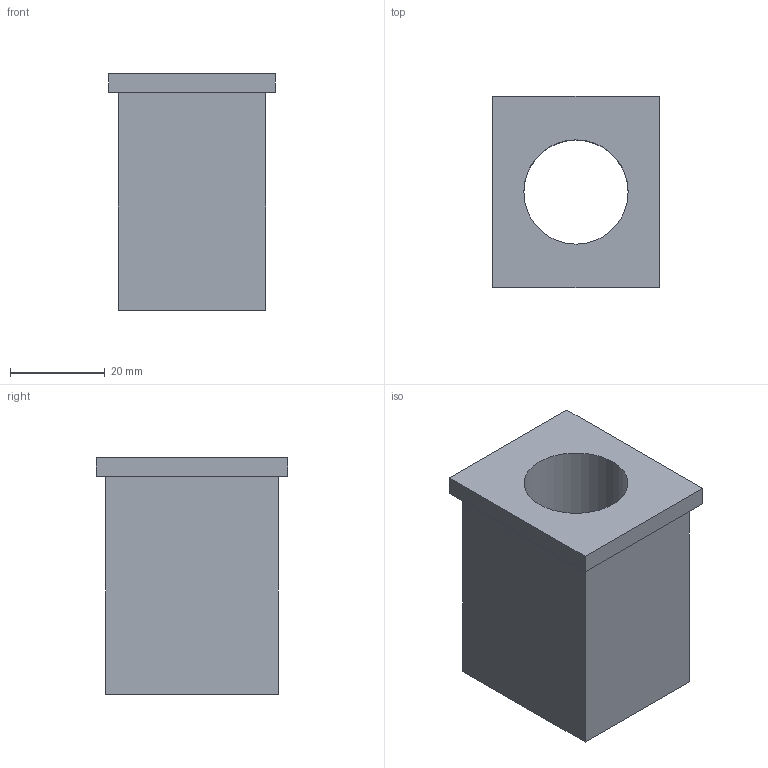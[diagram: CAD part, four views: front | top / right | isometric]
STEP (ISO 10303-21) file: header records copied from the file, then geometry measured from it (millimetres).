
FILE_DESCRIPTION(/* description */ (''),/* implementation_level */ '2;1');
FILE_NAME(/* name */ 'strut-pole-mount v1.step',/* time_stamp */ '2025-06-10T20:37:20+02:00',/* author */ (''),/* organization */ (''),/* preprocessor_version */ 'ST-DEVELOPER v20.1',/* originating_system */ 'Autodesk Translation Framework v14.10.0.0',/* authorisation */ '');
FILE_SCHEMA (('AUTOMOTIVE_DESIGN { 1 0 10303 214 3 1 1 }'));
Length unit declared in the file: millimetre
Products named in the file (1): strut-pole-mount
Bounding box: 35.1 x 40.5 x 50 mm (x, y, z)
Volume: 38896.5 mm3; surface area: 12362.6 mm2
Topology: 1 solids, 1 shells, 12 faces, 27 edges, 18 vertices
Faces by surface type: plane 11, cylinder 1
Full cylindrical faces by diameter (mm): 22 x1
Entity records: 370 total; most frequent: CARTESIAN_POINT 58, DIRECTION 55, ORIENTED_EDGE 54, EDGE_CURVE 27, LINE 25, VECTOR 25, VERTEX_POINT 18, EDGE_LOOP 15
